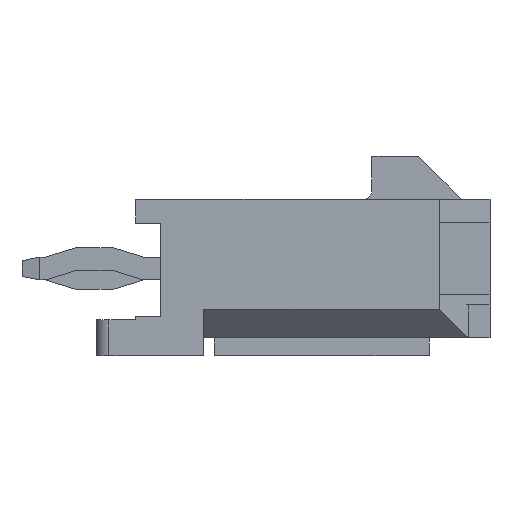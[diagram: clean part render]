
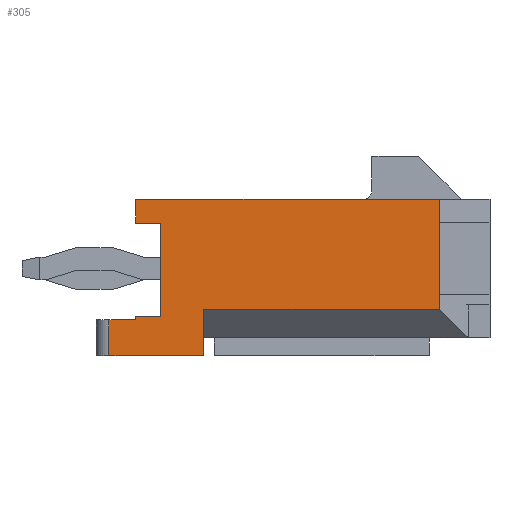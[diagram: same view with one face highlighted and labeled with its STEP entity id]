
A CAD part, left-side view. The second image highlights one B-rep face of the part: STEP entity #305.
In plain terms, the highlighted planar face has unit normal (-1, 0, 0).
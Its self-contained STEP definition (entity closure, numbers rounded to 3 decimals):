
#305=ADVANCED_FACE('',(#800),#801,.T.);
#800=FACE_OUTER_BOUND('',#1512,.T.);
#801=PLANE('',#1513);
#1512=EDGE_LOOP('',(#2291,#2292,#2293,#2294,#2295,#2296,#2297,#2298,#2299,#2300,#2301,#2302,#2303,#2304));
#1513=AXIS2_PLACEMENT_3D('',#2305,#2306,#2307);
#2291=ORIENTED_EDGE('',*,*,#4385,.F.);
#2292=ORIENTED_EDGE('',*,*,#4326,.T.);
#2293=ORIENTED_EDGE('',*,*,#4386,.F.);
#2294=ORIENTED_EDGE('',*,*,#4387,.F.);
#2295=ORIENTED_EDGE('',*,*,#4388,.F.);
#2296=ORIENTED_EDGE('',*,*,#4389,.T.);
#2297=ORIENTED_EDGE('',*,*,#4390,.T.);
#2298=ORIENTED_EDGE('',*,*,#4391,.T.);
#2299=ORIENTED_EDGE('',*,*,#4392,.T.);
#2300=ORIENTED_EDGE('',*,*,#4354,.T.);
#2301=ORIENTED_EDGE('',*,*,#4374,.T.);
#2302=ORIENTED_EDGE('',*,*,#4393,.T.);
#2303=ORIENTED_EDGE('',*,*,#4315,.T.);
#2304=ORIENTED_EDGE('',*,*,#4378,.T.);
#2305=CARTESIAN_POINT('',(-6.325,0.0,0.0));
#2306=DIRECTION('',(-1.0,0.0,0.0));
#2307=DIRECTION('',(0.0,0.0,1.0));
#4315=EDGE_CURVE('',#5171,#5169,#5172,.T.);
#4326=EDGE_CURVE('',#5185,#5189,#5191,.T.);
#4354=EDGE_CURVE('',#5230,#5235,#5237,.T.);
#4374=EDGE_CURVE('',#5235,#5272,#5274,.T.);
#4378=EDGE_CURVE('',#5169,#5277,#5279,.T.);
#4385=EDGE_CURVE('',#5185,#5277,#5288,.T.);
#4386=EDGE_CURVE('',#5289,#5189,#5290,.T.);
#4387=EDGE_CURVE('',#5291,#5289,#5292,.T.);
#4388=EDGE_CURVE('',#5293,#5291,#5294,.T.);
#4389=EDGE_CURVE('',#5293,#5295,#5296,.T.);
#4390=EDGE_CURVE('',#5295,#5297,#5298,.T.);
#4391=EDGE_CURVE('',#5297,#5299,#5300,.T.);
#4392=EDGE_CURVE('',#5299,#5230,#5301,.T.);
#4393=EDGE_CURVE('',#5272,#5171,#5302,.T.);
#5169=VERTEX_POINT('',#6421);
#5171=VERTEX_POINT('',#6423);
#5172=LINE('',#6424,#6425);
#5185=VERTEX_POINT('',#6442);
#5189=VERTEX_POINT('',#6448);
#5191=LINE('',#6451,#6452);
#5230=VERTEX_POINT('',#6509);
#5235=VERTEX_POINT('',#6516);
#5237=LINE('',#6519,#6520);
#5272=VERTEX_POINT('',#6571);
#5274=LINE('',#6574,#6575);
#5277=VERTEX_POINT('',#6579);
#5279=LINE('',#6582,#6583);
#5288=LINE('',#6595,#6596);
#5289=VERTEX_POINT('',#6597);
#5290=LINE('',#6598,#6599);
#5291=VERTEX_POINT('',#6600);
#5292=LINE('',#6601,#6602);
#5293=VERTEX_POINT('',#6603);
#5294=LINE('',#6604,#6605);
#5295=VERTEX_POINT('',#6606);
#5296=LINE('',#6607,#6608);
#5297=VERTEX_POINT('',#6609);
#5298=LINE('',#6610,#6611);
#5299=VERTEX_POINT('',#6612);
#5300=LINE('',#6613,#6614);
#5301=LINE('',#6615,#6616);
#5302=LINE('',#6617,#6618);
#6421=CARTESIAN_POINT('',(-6.325,5.7,-2.185));
#6423=CARTESIAN_POINT('',(-6.325,5.7,-1.185));
#6424=CARTESIAN_POINT('',(-6.325,5.7,-1.185));
#6425=VECTOR('',#8279,1000.0);
#6442=CARTESIAN_POINT('',(-6.325,3.05,-0.885));
#6448=CARTESIAN_POINT('',(-6.325,-3.536,-0.885));
#6451=CARTESIAN_POINT('',(-6.325,0.,-0.885));
#6452=VECTOR('',#8290,1000.0);
#6509=CARTESIAN_POINT('',(-6.325,4.25,-1.085));
#6516=CARTESIAN_POINT('',(-6.325,4.95,-1.085));
#6519=CARTESIAN_POINT('',(-6.325,0.,-1.085));
#6520=VECTOR('',#8312,1000.0);
#6571=CARTESIAN_POINT('',(-6.325,4.95,-1.185));
#6574=CARTESIAN_POINT('',(-6.325,4.95,2.185));
#6575=VECTOR('',#8330,1000.0);
#6579=CARTESIAN_POINT('',(-6.325,3.05,-2.185));
#6582=CARTESIAN_POINT('',(-6.325,4.95,-2.185));
#6583=VECTOR('',#8333,1000.0);
#6595=CARTESIAN_POINT('',(-6.325,3.05,-1.685));
#6596=VECTOR('',#8340,1000.0);
#6597=CARTESIAN_POINT('',(-6.325,-3.536,-0.465));
#6598=CARTESIAN_POINT('',(-6.325,-3.536,0.));
#6599=VECTOR('',#8341,1000.0);
#6600=CARTESIAN_POINT('',(-6.325,-3.536,1.535));
#6601=CARTESIAN_POINT('',(-6.325,-3.536,1.535));
#6602=VECTOR('',#8342,1000.0);
#6603=CARTESIAN_POINT('',(-6.325,-3.536,2.185));
#6604=CARTESIAN_POINT('',(-6.325,-3.536,0.));
#6605=VECTOR('',#8343,1000.0);
#6606=CARTESIAN_POINT('',(-6.325,4.95,2.185));
#6607=CARTESIAN_POINT('',(-6.325,-4.95,2.185));
#6608=VECTOR('',#8344,1000.0);
#6609=CARTESIAN_POINT('',(-6.325,4.95,1.515));
#6610=CARTESIAN_POINT('',(-6.325,4.95,2.185));
#6611=VECTOR('',#8345,1000.0);
#6612=CARTESIAN_POINT('',(-6.325,4.25,1.515));
#6613=CARTESIAN_POINT('',(-6.325,0.,1.515));
#6614=VECTOR('',#8346,1000.0);
#6615=CARTESIAN_POINT('',(-6.325,4.25,0.0));
#6616=VECTOR('',#8347,1000.0);
#6617=CARTESIAN_POINT('',(-6.325,4.95,-1.185));
#6618=VECTOR('',#8348,1000.0);
#8279=DIRECTION('',(0.0,0.,-1.0));
#8290=DIRECTION('',(0.0,-1.0,0.));
#8312=DIRECTION('',(0.0,1.0,0.));
#8330=DIRECTION('',(0.0,0.,-1.0));
#8333=DIRECTION('',(0.0,-1.0,0.));
#8340=DIRECTION('',(0.0,0.,-1.0));
#8341=DIRECTION('',(0.0,0.,-1.0));
#8342=DIRECTION('',(0.0,0.0,-1.0));
#8343=DIRECTION('',(0.0,0.,-1.0));
#8344=DIRECTION('',(0.0,1.0,0.));
#8345=DIRECTION('',(0.0,0.,-1.0));
#8346=DIRECTION('',(0.0,-1.0,0.));
#8347=DIRECTION('',(0.0,0.0,-1.0));
#8348=DIRECTION('',(0.0,1.0,0.));
